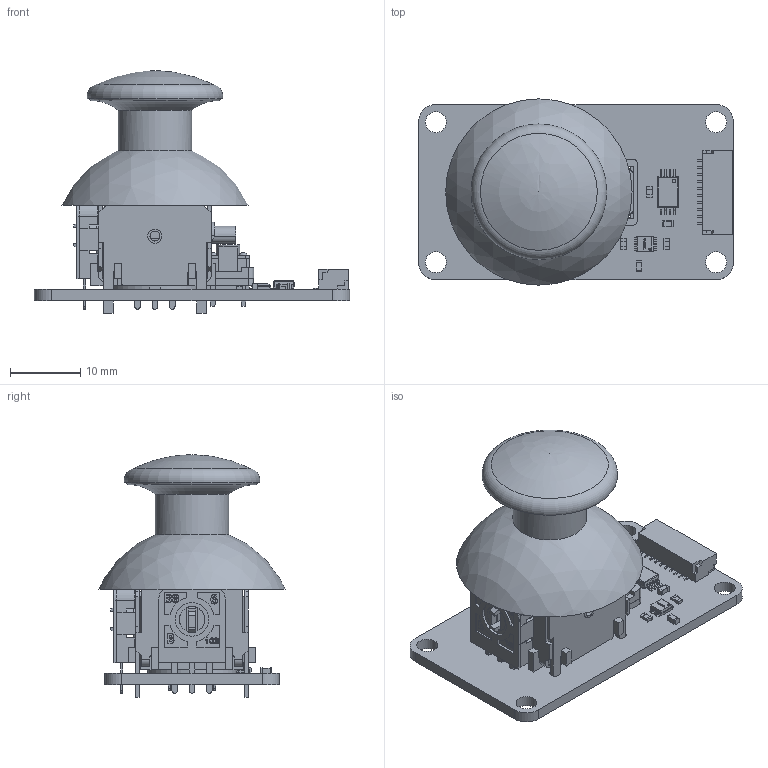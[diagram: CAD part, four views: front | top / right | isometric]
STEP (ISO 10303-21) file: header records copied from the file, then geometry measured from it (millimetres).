
FILE_DESCRIPTION(('FreeCAD Model'),'2;1');
FILE_NAME('joystick.step', '2018-07-06T12:18:00',('kicad StepUp'),('ksu MCAD'), 'Open CASCADE STEP processor 6.8','FreeCAD','Unknown');
FILE_SCHEMA(('AUTOMOTIVE_DESIGN_CC2 { 1 2 10303 214 -1 1 5 4 }'));
Length unit declared in the file: millimetre
Products named in the file (10): Pcb; C_0603_; C_0603_001; SM10B-SRSS_; R_0603_; R_0603_001; R_0603_002; TSSOP-8_; VSSOP-8_; Joystick_withButton_
Bounding box: 45 x 26.6 x 34.6 mm (x, y, z)
Volume: 6490.1 mm3; surface area: 11696 mm2
Topology: 10 solids, 11 shells, 2145 faces, 6077 edges, 3980 vertices
Faces by surface type: plane 1419, cylinder 464, extrusion 172, bspline 61, sphere 10, torus 9, revolution 8, cone 2
Full cylindrical faces by diameter (mm): 0.78 x4, 0.8 x4, 1.001 x10, 1.1 x4, 1.2 x13, 1.4 x1, 1.501 x4, 1.6 x2, 2 x1, 2.9 x2, 2.95 x1, 3 x4, 3.1 x1, 3.4 x1, 3.648 x2, 3.65 x2, 3.9 x1, 4 x1, 4.8 x2, 8 x1, 9.2 x1, 10.5 x1, 11.2 x1, 12 x1
Entity records: 91278 total; most frequent: CARTESIAN_POINT 20696, ORIENTED_EDGE 12134, DIRECTION 10596, EDGE_CURVE 6067, VECTOR 4610, LINE 4438, VERTEX_POINT 3980, AXIS2_PLACEMENT_3D 2989
